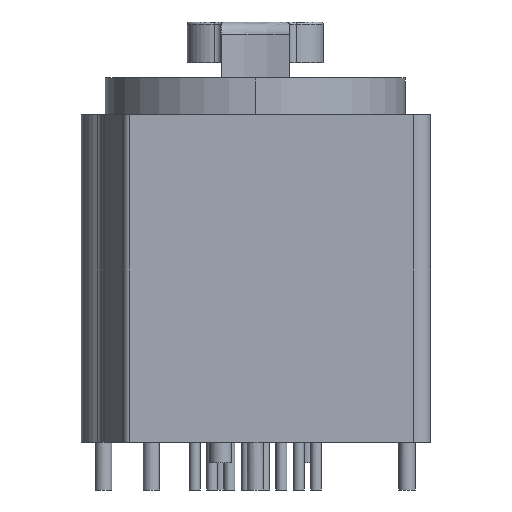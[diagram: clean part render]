
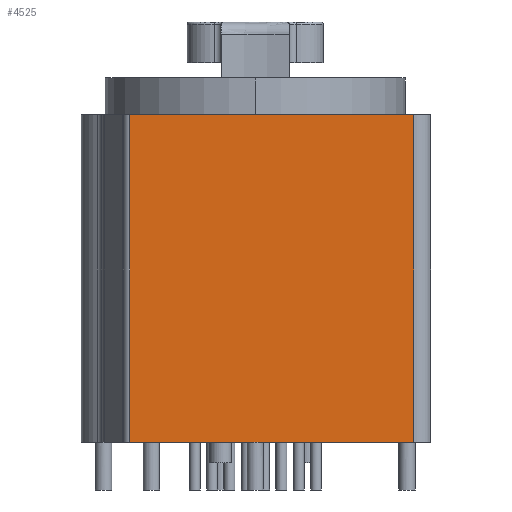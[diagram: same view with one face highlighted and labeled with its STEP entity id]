
A CAD part, front view. The second image highlights one B-rep face of the part: STEP entity #4525.
In plain terms, the highlighted planar face has unit normal (0, -1, 0).
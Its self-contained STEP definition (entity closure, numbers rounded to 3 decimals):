
#662=DIRECTION('',(1.,0.,0.));
#663=VECTOR('',#662,11.013);
#664=CARTESIAN_POINT('',(0.587,-12.75,-24.));
#665=LINE('',#664,#663);
#762=DIRECTION('',(1.,0.,0.));
#763=VECTOR('',#762,8.613);
#764=CARTESIAN_POINT('',(-9.2,-12.75,-24.));
#765=LINE('',#764,#763);
#1161=DIRECTION('',(1.,0.,0.));
#1162=VECTOR('',#1161,20.8);
#1163=CARTESIAN_POINT('',(-9.2,-12.75,0.));
#1164=LINE('',#1163,#1162);
#1284=DIRECTION('',(-1.,0.,0.));
#1285=VECTOR('',#1284,1.174);
#1286=CARTESIAN_POINT('',(0.587,-12.75,-24.));
#1287=LINE('',#1286,#1285);
#1380=DIRECTION('',(0.,0.,-1.));
#1381=VECTOR('',#1380,24.);
#1382=CARTESIAN_POINT('',(-9.2,-12.75,0.));
#1383=LINE('',#1382,#1381);
#1404=DIRECTION('',(0.,0.,-1.));
#1405=VECTOR('',#1404,24.);
#1406=CARTESIAN_POINT('',(11.6,-12.75,0.));
#1407=LINE('',#1406,#1405);
#2895=CARTESIAN_POINT('',(-9.2,-12.75,0.));
#2896=CARTESIAN_POINT('',(11.6,-12.75,0.));
#2897=VERTEX_POINT('',#2895);
#2898=VERTEX_POINT('',#2896);
#3097=CARTESIAN_POINT('',(-9.2,-12.75,-24.));
#3098=VERTEX_POINT('',#3097);
#3099=CARTESIAN_POINT('',(11.6,-12.75,-24.));
#3100=VERTEX_POINT('',#3099);
#3135=CARTESIAN_POINT('',(0.587,-12.75,-24.));
#3136=CARTESIAN_POINT('',(-0.587,-12.75,-24.));
#3137=VERTEX_POINT('',#3135);
#3138=VERTEX_POINT('',#3136);
#4510=CARTESIAN_POINT('',(-9.2,-12.75,0.));
#4511=DIRECTION('',(0.,-1.,0.));
#4512=DIRECTION('',(1.,0.,0.));
#4513=AXIS2_PLACEMENT_3D('',#4510,#4511,#4512);
#4514=PLANE('',#4513);
#4515=ORIENTED_EDGE('',*,*,#4399,.T.);
#4516=ORIENTED_EDGE('',*,*,#3896,.F.);
#4518=ORIENTED_EDGE('',*,*,#4517,.F.);
#4519=ORIENTED_EDGE('',*,*,#4253,.T.);
#4521=ORIENTED_EDGE('',*,*,#4520,.T.);
#4522=ORIENTED_EDGE('',*,*,#3836,.F.);
#4523=EDGE_LOOP('',(#4515,#4516,#4518,#4519,#4521,#4522));
#4524=FACE_OUTER_BOUND('',#4523,.F.);
#3836=EDGE_CURVE('',#3137,#3100,#665,.T.);
#3896=EDGE_CURVE('',#3098,#3138,#765,.T.);
#4253=EDGE_CURVE('',#2897,#2898,#1164,.T.);
#4399=EDGE_CURVE('',#3137,#3138,#1287,.T.);
#4517=EDGE_CURVE('',#2897,#3098,#1383,.T.);
#4520=EDGE_CURVE('',#2898,#3100,#1407,.T.);
#4525=ADVANCED_FACE('',(#4524),#4514,.T.);
